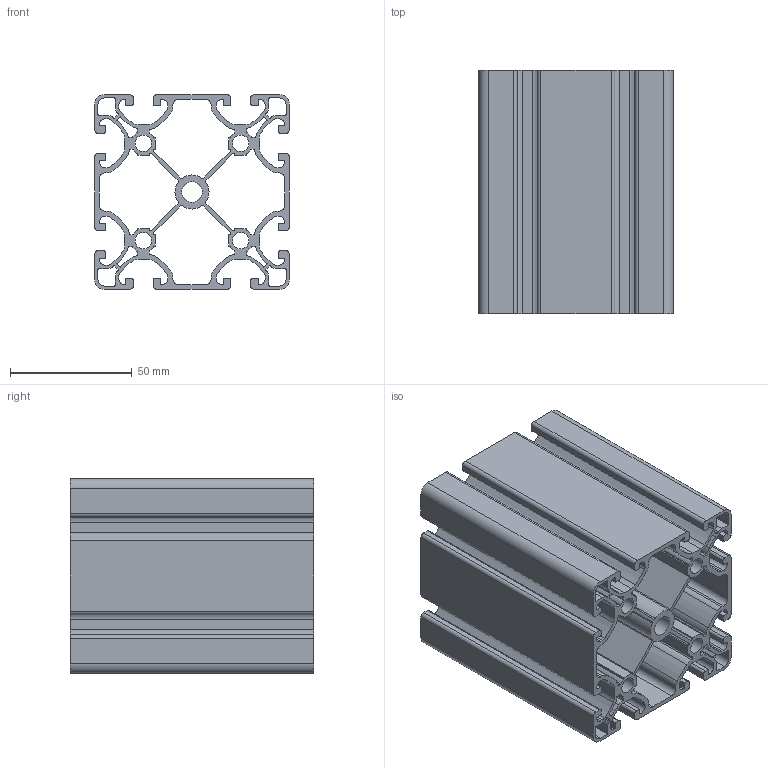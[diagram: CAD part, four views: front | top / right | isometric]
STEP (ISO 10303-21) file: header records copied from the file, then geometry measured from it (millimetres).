
FILE_DESCRIPTION( ( 'Unknown' ), '1' );
FILE_NAME( '7118151', 'Unknown', ( 'Unknown' ), ( 'JUGARD+KÜNSTNER GmbH' ), 'XStep 1.0', 'Unknown', ' ' );
FILE_SCHEMA( ( 'automotive_design' ) );
Length unit declared in the file: millimetre
Products named in the file (1): 1
Bounding box: 80 x 100 x 80 mm (x, y, z)
Volume: 151198 mm3; surface area: 148817.2 mm2
Topology: 1 solids, 1 shells, 495 faces, 1479 edges, 986 vertices
Faces by surface type: cylinder 317, plane 178
Full cylindrical faces by diameter (mm): 6.8 x4, 8.5 x1
Entity records: 20946 total; most frequent: DIRECTION 3100, CARTESIAN_POINT 2956, ORIENTED_EDGE 2948, EDGE_CURVE 1474, AXIS2_PLACEMENT_3D 1130, VERTEX_POINT 986, LINE 840, VECTOR 840
